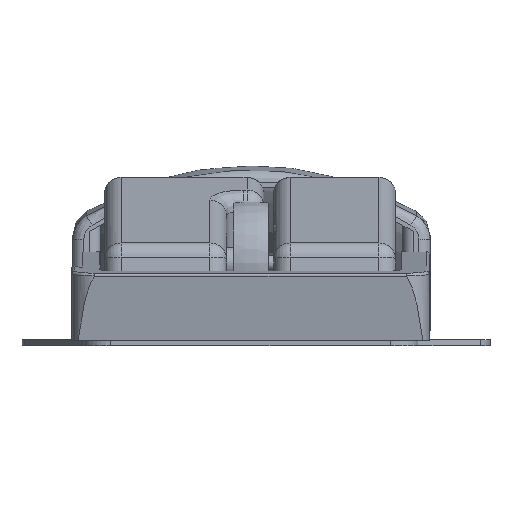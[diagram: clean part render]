
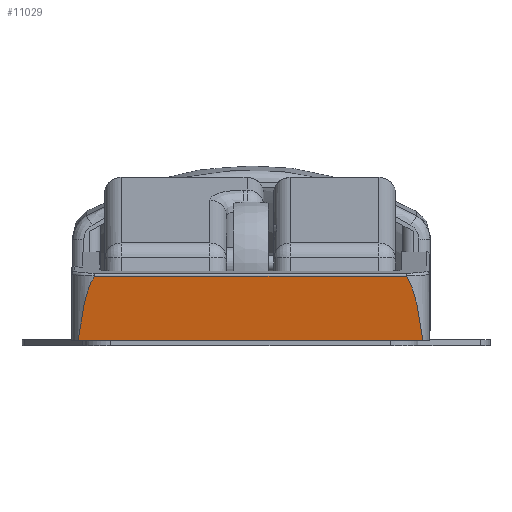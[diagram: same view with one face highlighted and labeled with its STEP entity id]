
A CAD part, front view. The second image highlights one B-rep face of the part: STEP entity #11029.
In plain terms, the highlighted planar face has unit normal (0, -0.989, -0.151).
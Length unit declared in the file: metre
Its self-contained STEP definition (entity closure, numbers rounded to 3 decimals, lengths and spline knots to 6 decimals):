
#484=ELLIPSE('',#11883,0.033021,0.005);
#486=ELLIPSE('',#11886,0.033021,0.005);
#1418=LINE('',#18692,#2612);
#1729=LINE('',#19418,#2923);
#2612=VECTOR('',#14196,1.);
#2923=VECTOR('',#14855,1.);
#5926=ORIENTED_EDGE('',*,*,#7381,.F.);
#5927=ORIENTED_EDGE('',*,*,#7525,.T.);
#5928=ORIENTED_EDGE('',*,*,#7378,.F.);
#5929=ORIENTED_EDGE('',*,*,#7164,.T.);
#7164=EDGE_CURVE('',#8333,#8334,#1418,.T.);
#7378=EDGE_CURVE('',#8333,#8495,#484,.T.);
#7381=EDGE_CURVE('',#8498,#8334,#486,.T.);
#7525=EDGE_CURVE('',#8498,#8495,#1729,.F.);
#8333=VERTEX_POINT('',#18693);
#8334=VERTEX_POINT('',#18694);
#8495=VERTEX_POINT('',#19122);
#8498=VERTEX_POINT('',#19133);
#9279=EDGE_LOOP('',(#5926,#5927,#5928,#5929));
#9997=FACE_BOUND('',#9279,.T.);
#10443=PLANE('',#11962);
#11029=ADVANCED_FACE('',(#9997),#10443,.F.);
#11883=AXIS2_PLACEMENT_3D('',#19125,#14555,#14556);
#11886=AXIS2_PLACEMENT_3D('',#19134,#14561,#14562);
#11962=AXIS2_PLACEMENT_3D('',#19417,#14853,#14854);
#14196=DIRECTION('',(1.,0.,0.));
#14555=DIRECTION('',(0.,0.988,0.151));
#14556=DIRECTION('',(0.,0.151,-0.988));
#14561=DIRECTION('',(0.,0.988,0.151));
#14562=DIRECTION('',(0.,0.151,-0.988));
#14853=DIRECTION('',(0.,0.988,0.151));
#14854=DIRECTION('',(0.,-0.151,0.988));
#14855=DIRECTION('',(1.,0.,0.));
#18692=CARTESIAN_POINT('',(-0.067769,-0.048843,0.001));
#18693=CARTESIAN_POINT('',(-0.031115,-0.048843,0.001));
#18694=CARTESIAN_POINT('',(0.031115,-0.048843,0.001));
#19122=CARTESIAN_POINT('',(-0.028128,-0.050614,0.012559));
#19125=CARTESIAN_POINT('',(-0.027231,-0.045695,-0.019551));
#19133=CARTESIAN_POINT('',(0.028128,-0.050614,0.012559));
#19134=CARTESIAN_POINT('',(0.027231,-0.045695,-0.019551));
#19417=CARTESIAN_POINT('',(-0.067769,-0.049769,0.007045));
#19418=CARTESIAN_POINT('',(-0.067769,-0.050614,0.012559));
